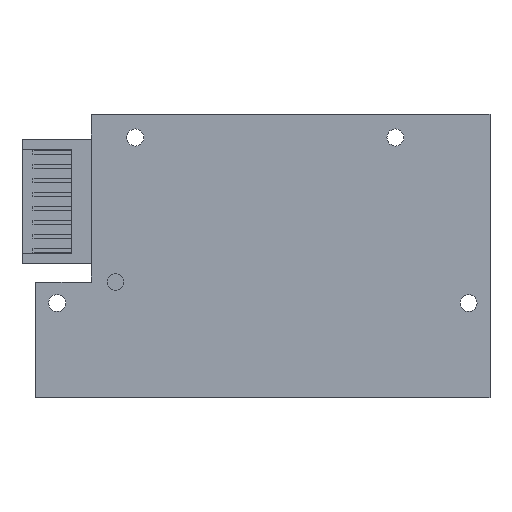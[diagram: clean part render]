
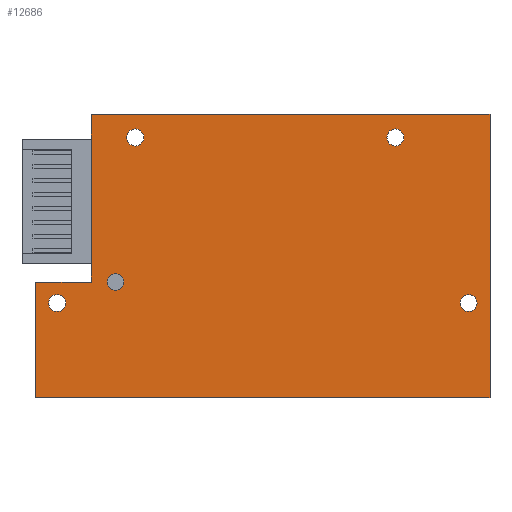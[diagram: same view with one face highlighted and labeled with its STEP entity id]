
A CAD part, front view. The second image highlights one B-rep face of the part: STEP entity #12686.
In plain terms, the highlighted planar face has unit normal (0, -1, 0).
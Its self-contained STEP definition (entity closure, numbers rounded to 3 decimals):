
#29 = CARTESIAN_POINT ( 'NONE',  ( -31.2, -0.8, -1.4 ) ) ;
#228 = DIRECTION ( 'NONE',  ( 0., 0., -1. ) ) ;
#262 = AXIS2_PLACEMENT_3D ( 'NONE', #9352, #3979, #16209 ) ;
#359 = CARTESIAN_POINT ( 'NONE',  ( -23.2, -0.8, 21.55 ) ) ;
#364 = AXIS2_PLACEMENT_3D ( 'NONE', #9212, #11388, #14172 ) ;
#988 = CIRCLE ( 'NONE', #7904, 1.55 ) ;
#1003 = EDGE_CURVE ( 'NONE', #16901, #15793, #2393, .T. ) ;
#1007 = DIRECTION ( 'NONE',  ( -1., 0., 0. ) ) ;
#1210 = EDGE_CURVE ( 'NONE', #11480, #15035, #10562, .T. ) ;
#1401 = VECTOR ( 'NONE', #1615, 1000. ) ;
#1559 = VECTOR ( 'NONE', #1007, 1000. ) ;
#1615 = DIRECTION ( 'NONE',  ( -1., 0., 0. ) ) ;
#1836 = ORIENTED_EDGE ( 'NONE', *, *, #8718, .T. ) ;
#2155 = DIRECTION ( 'NONE',  ( 0., 0., 1. ) ) ;
#2257 = VERTEX_POINT ( 'NONE', #8688 ) ;
#2325 = CARTESIAN_POINT ( 'NONE',  ( 41.3, -0.8, -25.75 ) ) ;
#2393 = CIRCLE ( 'NONE', #14573, 1.55 ) ;
#2575 = FACE_OUTER_BOUND ( 'NONE', #9561, .T. ) ;
#2585 = AXIS2_PLACEMENT_3D ( 'NONE', #10183, #4081, #9374 ) ;
#2633 = ORIENTED_EDGE ( 'NONE', *, *, #4617, .T. ) ;
#2659 = FACE_BOUND ( 'NONE', #16448, .T. ) ;
#2682 = ORIENTED_EDGE ( 'NONE', *, *, #1210, .T. ) ;
#2758 = DIRECTION ( 'NONE',  ( 0., 0., -1. ) ) ;
#2772 = CARTESIAN_POINT ( 'NONE',  ( -37.4, -0.8, -8.55 ) ) ;
#2833 = CIRCLE ( 'NONE', #16695, 1.55 ) ;
#2915 = CARTESIAN_POINT ( 'NONE',  ( -41.3, -0.8, 25.75 ) ) ;
#3461 = DIRECTION ( 'NONE',  ( 0., 1., 0. ) ) ;
#3758 = VERTEX_POINT ( 'NONE', #10402 ) ;
#3871 = CARTESIAN_POINT ( 'NONE',  ( 41.3, -0.8, -25.75 ) ) ;
#3979 = DIRECTION ( 'NONE',  ( 0., 1., 0. ) ) ;
#3991 = ORIENTED_EDGE ( 'NONE', *, *, #5437, .F. ) ;
#4081 = DIRECTION ( 'NONE',  ( 0., 1., 0. ) ) ;
#4389 = DIRECTION ( 'NONE',  ( 0., 0., 1. ) ) ;
#4603 = DIRECTION ( 'NONE',  ( 0., 1., 0. ) ) ;
#4617 = EDGE_CURVE ( 'NONE', #14966, #9084, #988, .T. ) ;
#4841 = CARTESIAN_POINT ( 'NONE',  ( 37.4, -0.8, -10.1 ) ) ;
#4983 = EDGE_LOOP ( 'NONE', ( #15890, #11545 ) ) ;
#5255 = ORIENTED_EDGE ( 'NONE', *, *, #5586, .T. ) ;
#5262 = DIRECTION ( 'NONE',  ( 0., -1., 0. ) ) ;
#5437 = EDGE_CURVE ( 'NONE', #11428, #3758, #8387, .T. ) ;
#5540 = DIRECTION ( 'NONE',  ( 0., 1., 0. ) ) ;
#5586 = EDGE_CURVE ( 'NONE', #13721, #3758, #15402, .T. ) ;
#5666 = ORIENTED_EDGE ( 'NONE', *, *, #7351, .T. ) ;
#5814 = VECTOR ( 'NONE', #12207, 1000. ) ;
#5853 = ORIENTED_EDGE ( 'NONE', *, *, #10856, .T. ) ;
#5907 = DIRECTION ( 'NONE',  ( 0., 0., 1. ) ) ;
#6186 = CIRCLE ( 'NONE', #2585, 1.55 ) ;
#6304 = PLANE ( 'NONE',  #11423 ) ;
#6350 = ORIENTED_EDGE ( 'NONE', *, *, #8994, .F. ) ;
#6361 = VERTEX_POINT ( 'NONE', #4841 ) ;
#6377 = AXIS2_PLACEMENT_3D ( 'NONE', #2772, #5540, #12310 ) ;
#6428 = VECTOR ( 'NONE', #7433, 1000. ) ;
#6491 = CARTESIAN_POINT ( 'NONE',  ( -31.2, -0.8, 25.75 ) ) ;
#6565 = FACE_BOUND ( 'NONE', #14840, .T. ) ;
#6635 = CIRCLE ( 'NONE', #11052, 1.55 ) ;
#6650 = CARTESIAN_POINT ( 'NONE',  ( -41.3, -0.8, -25.75 ) ) ;
#6677 = ORIENTED_EDGE ( 'NONE', *, *, #14914, .T. ) ;
#6827 = LINE ( 'NONE', #12115, #8944 ) ;
#7040 = VERTEX_POINT ( 'NONE', #13529 ) ;
#7101 = CARTESIAN_POINT ( 'NONE',  ( -41.3, -0.8, 25.75 ) ) ;
#7351 = EDGE_CURVE ( 'NONE', #9395, #13721, #7712, .T. ) ;
#7433 = DIRECTION ( 'NONE',  ( 1., 0., 0. ) ) ;
#7628 = CARTESIAN_POINT ( 'NONE',  ( -31.2, -0.8, 25.75 ) ) ;
#7712 = LINE ( 'NONE', #7628, #15763 ) ;
#7748 = CIRCLE ( 'NONE', #262, 1.55 ) ;
#7804 = ORIENTED_EDGE ( 'NONE', *, *, #15766, .T. ) ;
#7904 = AXIS2_PLACEMENT_3D ( 'NONE', #359, #4603, #5907 ) ;
#8204 = CARTESIAN_POINT ( 'NONE',  ( -23.2, -0.8, 20. ) ) ;
#8291 = CARTESIAN_POINT ( 'NONE',  ( -23.2, -0.8, 23.1 ) ) ;
#8293 = CARTESIAN_POINT ( 'NONE',  ( 41.3, -0.8, 25.75 ) ) ;
#8387 = LINE ( 'NONE', #2915, #11796 ) ;
#8469 = EDGE_CURVE ( 'NONE', #12013, #7040, #6635, .T. ) ;
#8647 = EDGE_CURVE ( 'NONE', #15035, #9395, #13429, .T. ) ;
#8688 = CARTESIAN_POINT ( 'NONE',  ( 37.4, -0.8, -7. ) ) ;
#8718 = EDGE_CURVE ( 'NONE', #6361, #2257, #7748, .T. ) ;
#8752 = DIRECTION ( 'NONE',  ( 0., 0., 1. ) ) ;
#8837 = ORIENTED_EDGE ( 'NONE', *, *, #8647, .T. ) ;
#8914 = FACE_BOUND ( 'NONE', #14709, .T. ) ;
#8917 = CARTESIAN_POINT ( 'NONE',  ( -23.2, -0.8, 21.55 ) ) ;
#8930 = DIRECTION ( 'NONE',  ( 0., 0., -1. ) ) ;
#8944 = VECTOR ( 'NONE', #228, 1000. ) ;
#8959 = ORIENTED_EDGE ( 'NONE', *, *, #14742, .F. ) ;
#8994 = EDGE_CURVE ( 'NONE', #14812, #11428, #17149, .T. ) ;
#9084 = VERTEX_POINT ( 'NONE', #8204 ) ;
#9212 = CARTESIAN_POINT ( 'NONE',  ( 37.4, -0.8, -8.55 ) ) ;
#9352 = CARTESIAN_POINT ( 'NONE',  ( 37.4, -0.8, -8.55 ) ) ;
#9374 = DIRECTION ( 'NONE',  ( 0., 0., 1. ) ) ;
#9386 = CARTESIAN_POINT ( 'NONE',  ( 24.1, -0.8, 20. ) ) ;
#9395 = VERTEX_POINT ( 'NONE', #29 ) ;
#9561 = EDGE_LOOP ( 'NONE', ( #5255, #3991, #6350, #12764, #8959, #2682, #8837, #5666 ) ) ;
#9720 = CARTESIAN_POINT ( 'NONE',  ( -31.2, -0.8, -4.75 ) ) ;
#9782 = CIRCLE ( 'NONE', #364, 1.55 ) ;
#9851 = CARTESIAN_POINT ( 'NONE',  ( -31.2, -0.8, 25.75 ) ) ;
#9942 = CARTESIAN_POINT ( 'NONE',  ( -41.3, -0.8, -25.75 ) ) ;
#10132 = EDGE_CURVE ( 'NONE', #16146, #14812, #6827, .T. ) ;
#10183 = CARTESIAN_POINT ( 'NONE',  ( 24.1, -0.8, 21.55 ) ) ;
#10196 = CARTESIAN_POINT ( 'NONE',  ( -41.3, -0.8, -4.75 ) ) ;
#10402 = CARTESIAN_POINT ( 'NONE',  ( -41.3, -0.8, -4.75 ) ) ;
#10553 = DIRECTION ( 'NONE',  ( 0., 1., 0. ) ) ;
#10562 = LINE ( 'NONE', #6491, #14860 ) ;
#10856 = EDGE_CURVE ( 'NONE', #2257, #6361, #9782, .T. ) ;
#10878 = EDGE_CURVE ( 'NONE', #15793, #16901, #6186, .T. ) ;
#11052 = AXIS2_PLACEMENT_3D ( 'NONE', #16656, #3461, #8752 ) ;
#11336 = DIRECTION ( 'NONE',  ( 0., 1., 0. ) ) ;
#11388 = DIRECTION ( 'NONE',  ( 0., 1., 0. ) ) ;
#11423 = AXIS2_PLACEMENT_3D ( 'NONE', #3871, #5262, #14542 ) ;
#11428 = VERTEX_POINT ( 'NONE', #9942 ) ;
#11480 = VERTEX_POINT ( 'NONE', #9851 ) ;
#11545 = ORIENTED_EDGE ( 'NONE', *, *, #10878, .T. ) ;
#11796 = VECTOR ( 'NONE', #4389, 1000. ) ;
#11852 = FACE_BOUND ( 'NONE', #4983, .T. ) ;
#12013 = VERTEX_POINT ( 'NONE', #17129 ) ;
#12115 = CARTESIAN_POINT ( 'NONE',  ( 41.3, -0.8, 25.75 ) ) ;
#12207 = DIRECTION ( 'NONE',  ( 0., 0., -1. ) ) ;
#12310 = DIRECTION ( 'NONE',  ( 0., 0., 1. ) ) ;
#12467 = LINE ( 'NONE', #7101, #6428 ) ;
#12686 = ADVANCED_FACE ( 'NONE', ( #2575, #11852, #6565, #2659, #8914 ), #6304, .T. ) ;
#12746 = CIRCLE ( 'NONE', #6377, 1.55 ) ;
#12764 = ORIENTED_EDGE ( 'NONE', *, *, #10132, .F. ) ;
#13429 = LINE ( 'NONE', #13511, #5814 ) ;
#13511 = CARTESIAN_POINT ( 'NONE',  ( -31.2, -0.8, 25.75 ) ) ;
#13529 = CARTESIAN_POINT ( 'NONE',  ( -37.4, -0.8, -10.1 ) ) ;
#13721 = VERTEX_POINT ( 'NONE', #9720 ) ;
#14032 = CARTESIAN_POINT ( 'NONE',  ( 24.1, -0.8, 21.55 ) ) ;
#14172 = DIRECTION ( 'NONE',  ( 0., 0., 1. ) ) ;
#14542 = DIRECTION ( 'NONE',  ( 0., 0., -1. ) ) ;
#14573 = AXIS2_PLACEMENT_3D ( 'NONE', #14032, #11336, #2155 ) ;
#14709 = EDGE_LOOP ( 'NONE', ( #6677, #2633 ) ) ;
#14742 = EDGE_CURVE ( 'NONE', #11480, #16146, #12467, .T. ) ;
#14812 = VERTEX_POINT ( 'NONE', #2325 ) ;
#14840 = EDGE_LOOP ( 'NONE', ( #7804, #15611 ) ) ;
#14860 = VECTOR ( 'NONE', #2758, 1000. ) ;
#14914 = EDGE_CURVE ( 'NONE', #9084, #14966, #2833, .T. ) ;
#14966 = VERTEX_POINT ( 'NONE', #8291 ) ;
#15035 = VERTEX_POINT ( 'NONE', #15934 ) ;
#15402 = LINE ( 'NONE', #10196, #1559 ) ;
#15611 = ORIENTED_EDGE ( 'NONE', *, *, #8469, .T. ) ;
#15763 = VECTOR ( 'NONE', #8930, 1000. ) ;
#15766 = EDGE_CURVE ( 'NONE', #7040, #12013, #12746, .T. ) ;
#15793 = VERTEX_POINT ( 'NONE', #16219 ) ;
#15852 = DIRECTION ( 'NONE',  ( 0., 0., 1. ) ) ;
#15890 = ORIENTED_EDGE ( 'NONE', *, *, #1003, .T. ) ;
#15934 = CARTESIAN_POINT ( 'NONE',  ( -31.2, -0.8, 21.25 ) ) ;
#16146 = VERTEX_POINT ( 'NONE', #8293 ) ;
#16209 = DIRECTION ( 'NONE',  ( 0., 0., 1. ) ) ;
#16219 = CARTESIAN_POINT ( 'NONE',  ( 24.1, -0.8, 23.1 ) ) ;
#16448 = EDGE_LOOP ( 'NONE', ( #1836, #5853 ) ) ;
#16656 = CARTESIAN_POINT ( 'NONE',  ( -37.4, -0.8, -8.55 ) ) ;
#16695 = AXIS2_PLACEMENT_3D ( 'NONE', #8917, #10553, #15852 ) ;
#16901 = VERTEX_POINT ( 'NONE', #9386 ) ;
#17129 = CARTESIAN_POINT ( 'NONE',  ( -37.4, -0.8, -7. ) ) ;
#17149 = LINE ( 'NONE', #6650, #1401 ) ;
